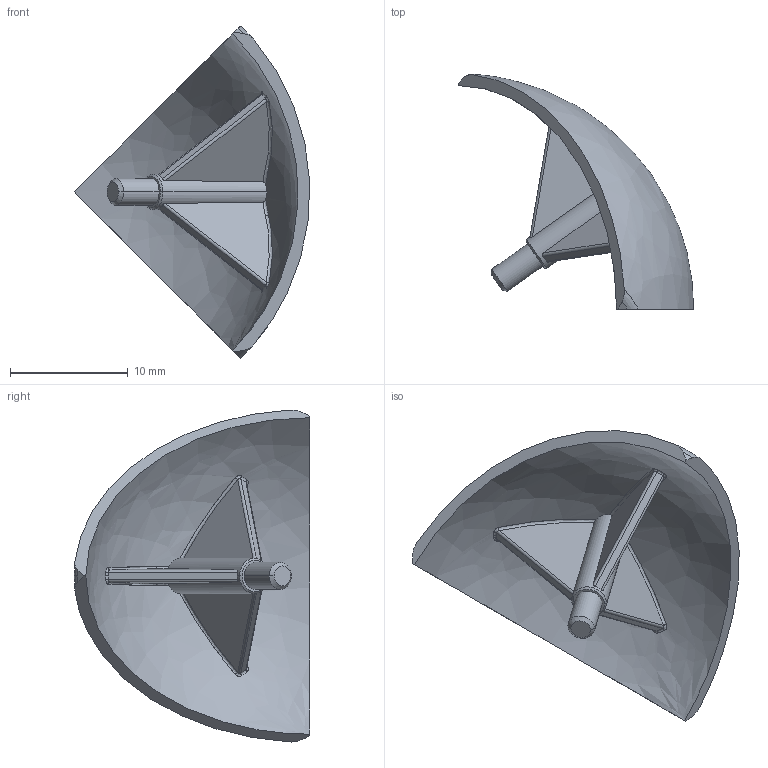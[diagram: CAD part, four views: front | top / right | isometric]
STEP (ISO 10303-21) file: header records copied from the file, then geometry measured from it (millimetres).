
FILE_DESCRIPTION (( 'STEP AP203' ), '1' );
FILE_NAME ('252310004.STEP', '2022-08-30T15:13:09', ( '' ), ( '' ), 'SwSTEP 2.0', 'SolidWorks 2014', '' );
FILE_SCHEMA (( 'CONFIG_CONTROL_DESIGN' ));
Length unit declared in the file: millimetre
Products named in the file (1): 252310004
Bounding box: 19.98 x 19.96 x 28.19 mm (x, y, z)
Volume: 836.1 mm3; surface area: 1644.9 mm2
Topology: 1 solids, 1 shells, 60 faces, 153 edges, 96 vertices
Faces by surface type: bspline 28, plane 17, cylinder 11, cone 4
Entity records: 2460 total; most frequent: CARTESIAN_POINT 1150, ORIENTED_EDGE 304, DIRECTION 208, EDGE_CURVE 152, VERTEX_POINT 96, AXIS2_PLACEMENT_3D 89, EDGE_LOOP 62, ADVANCED_FACE 60
